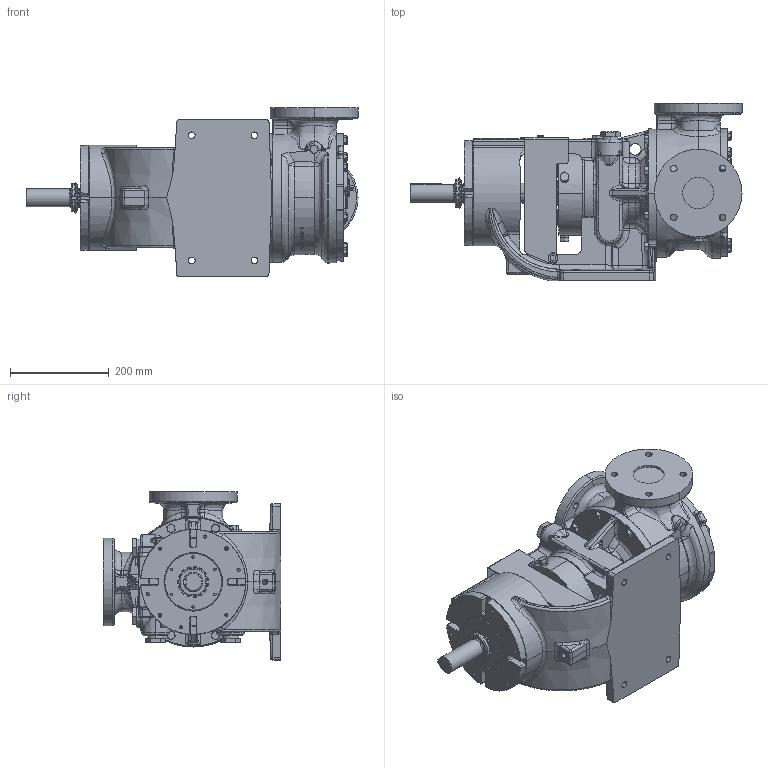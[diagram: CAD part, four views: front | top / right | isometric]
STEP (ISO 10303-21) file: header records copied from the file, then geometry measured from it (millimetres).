
FILE_DESCRIPTION (( 'STEP AP214' ), '1' );
FILE_NAME ('LQ4223AA.STEP', '2017-01-23T15:35:56', ( '' ), ( '' ), 'SwSTEP 2.0', 'SolidWorks 2016', '' );
FILE_SCHEMA (( 'AUTOMOTIVE_DESIGN' ));
Length unit declared in the file: inch
Products named in the file (2): LQ4223AA
Bounding box: 673.47 x 360.43 x 341.38 mm (x, y, z)
Volume: 22103873.2 mm3; surface area: 1155277.8 mm2
Topology: 1 solids, 1 shells, 2947 faces, 7507 edges, 4618 vertices
Faces by surface type: plane 1060, bspline 850, cone 520, cylinder 517
Entity records: 187736 total; most frequent: CARTESIAN_POINT 99328, ORIENTED_EDGE 14846, DIRECTION 10887, EDGE_CURVE 7423, VERTEX_POINT 4618, AXIS2_PLACEMENT_3D 4079, EDGE_LOOP 3155, FACE_OUTER_BOUND 2947
